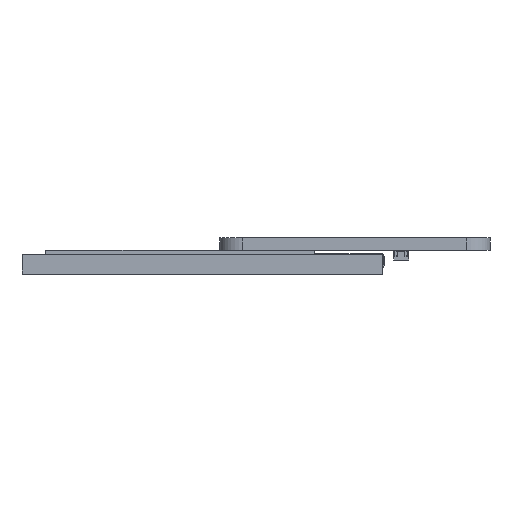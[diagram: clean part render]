
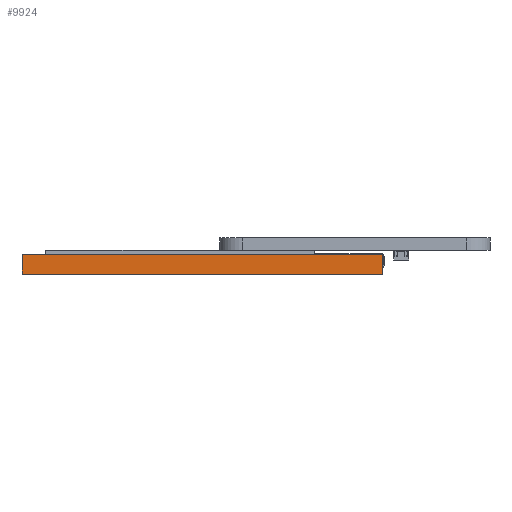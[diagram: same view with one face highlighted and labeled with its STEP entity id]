
A CAD part, left-side view. The second image highlights one B-rep face of the part: STEP entity #9924.
In plain terms, the highlighted free-form (B-spline) face has degree [1, 1] with [2, 2] control points.
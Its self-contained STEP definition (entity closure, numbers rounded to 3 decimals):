
#4129 = B_SPLINE_SURFACE_WITH_KNOTS('',1,1,(
    (#4130,#4131)
    ,(#4132,#4133
    )),.UNSPECIFIED.,.F.,.F.,.F.,(2,2),(2,2),(-17.336,17.336),(
    -23.317,23.317),.PIECEWISE_BEZIER_KNOTS.);
#4130 = CARTESIAN_POINT('',(17.336,-23.317,0.));
#4131 = CARTESIAN_POINT('',(17.336,23.317,0.));
#4132 = CARTESIAN_POINT('',(-17.336,-23.317,0.));
#4133 = CARTESIAN_POINT('',(-17.336,23.317,0.));
#6277 = B_SPLINE_SURFACE_WITH_KNOTS('',1,1,(
    (#6278,#6279)
    ,(#6280,#6281
    )),.UNSPECIFIED.,.F.,.F.,.F.,(2,2),(2,2),(0.,2.54),(-34.671,0.),
  .PIECEWISE_BEZIER_KNOTS.);
#6278 = CARTESIAN_POINT('',(-17.336,-23.317,2.54));
#6279 = CARTESIAN_POINT('',(17.336,-23.317,2.54));
#6280 = CARTESIAN_POINT('',(-17.336,-23.317,0.));
#6281 = CARTESIAN_POINT('',(17.336,-23.317,0.));
#6314 = VERTEX_POINT('',#6315);
#6315 = CARTESIAN_POINT('',(17.336,23.317,0.));
#6327 = B_SPLINE_SURFACE_WITH_KNOTS('',1,1,(
    (#6328,#6329)
    ,(#6330,#6331
    )),.UNSPECIFIED.,.F.,.F.,.F.,(2,2),(2,2),(-2.54,0.),(0.,34.671),
  .PIECEWISE_BEZIER_KNOTS.);
#6328 = CARTESIAN_POINT('',(-17.336,23.317,0.));
#6329 = CARTESIAN_POINT('',(17.336,23.317,0.));
#6330 = CARTESIAN_POINT('',(-17.336,23.317,2.54));
#6331 = CARTESIAN_POINT('',(17.336,23.317,2.54));
#6338 = EDGE_CURVE('',#6314,#6339,#6341,.T.);
#6339 = VERTEX_POINT('',#6340);
#6340 = CARTESIAN_POINT('',(17.336,-23.317,0.));
#6341 = SURFACE_CURVE('',#6342,(#6345,#6351),.PCURVE_S1.);
#6342 = B_SPLINE_CURVE_WITH_KNOTS('',1,(#6343,#6344),.UNSPECIFIED.,.F.,
  .F.,(2,2),(0.,46.634),.PIECEWISE_BEZIER_KNOTS.);
#6343 = CARTESIAN_POINT('',(17.336,23.317,0.));
#6344 = CARTESIAN_POINT('',(17.336,-23.317,0.));
#6345 = PCURVE('',#4129,#6346);
#6346 = DEFINITIONAL_REPRESENTATION('',(#6347),#6350);
#6347 = B_SPLINE_CURVE_WITH_KNOTS('',1,(#6348,#6349),.UNSPECIFIED.,.F.,
  .F.,(2,2),(0.,46.634),.PIECEWISE_BEZIER_KNOTS.);
#6348 = CARTESIAN_POINT('',(-17.336,23.317));
#6349 = CARTESIAN_POINT('',(-17.336,-23.317));
#6350 = ( GEOMETRIC_REPRESENTATION_CONTEXT(2) 
PARAMETRIC_REPRESENTATION_CONTEXT() REPRESENTATION_CONTEXT('2D SPACE',''
  ) );
#6351 = PCURVE('',#6352,#6357);
#6352 = B_SPLINE_SURFACE_WITH_KNOTS('',1,1,(
    (#6353,#6354)
    ,(#6355,#6356
    )),.UNSPECIFIED.,.F.,.F.,.F.,(2,2),(2,2),(0.,2.54),(-46.634,0.),
  .PIECEWISE_BEZIER_KNOTS.);
#6353 = CARTESIAN_POINT('',(17.336,-23.317,2.54));
#6354 = CARTESIAN_POINT('',(17.336,23.317,2.54));
#6355 = CARTESIAN_POINT('',(17.336,-23.317,0.));
#6356 = CARTESIAN_POINT('',(17.336,23.317,0.));
#6357 = DEFINITIONAL_REPRESENTATION('',(#6358),#6361);
#6358 = B_SPLINE_CURVE_WITH_KNOTS('',1,(#6359,#6360),.UNSPECIFIED.,.F.,
  .F.,(2,2),(0.,46.634),.PIECEWISE_BEZIER_KNOTS.);
#6359 = CARTESIAN_POINT('',(2.54,0.));
#6360 = CARTESIAN_POINT('',(2.54,-46.634));
#6361 = ( GEOMETRIC_REPRESENTATION_CONTEXT(2) 
PARAMETRIC_REPRESENTATION_CONTEXT() REPRESENTATION_CONTEXT('2D SPACE',''
  ) );
#8286 = B_SPLINE_SURFACE_WITH_KNOTS('',1,1,(
    (#8287,#8288)
    ,(#8289,#8290
    )),.UNSPECIFIED.,.F.,.F.,.F.,(2,2),(2,2),(-17.336,17.336),(
    -23.317,23.317),.PIECEWISE_BEZIER_KNOTS.);
#8287 = CARTESIAN_POINT('',(17.336,-23.317,2.54));
#8288 = CARTESIAN_POINT('',(17.336,23.317,2.54));
#8289 = CARTESIAN_POINT('',(-17.336,-23.317,2.54));
#8290 = CARTESIAN_POINT('',(-17.336,23.317,2.54));
#9497 = EDGE_CURVE('',#9498,#6339,#9500,.T.);
#9498 = VERTEX_POINT('',#9499);
#9499 = CARTESIAN_POINT('',(17.336,-23.317,2.54));
#9500 = SURFACE_CURVE('',#9501,(#9504,#9510),.PCURVE_S1.);
#9501 = B_SPLINE_CURVE_WITH_KNOTS('',1,(#9502,#9503),.UNSPECIFIED.,.F.,
  .F.,(2,2),(0.,2.54),.PIECEWISE_BEZIER_KNOTS.);
#9502 = CARTESIAN_POINT('',(17.336,-23.317,2.54));
#9503 = CARTESIAN_POINT('',(17.336,-23.317,0.));
#9504 = PCURVE('',#6277,#9505);
#9505 = DEFINITIONAL_REPRESENTATION('',(#9506),#9509);
#9506 = B_SPLINE_CURVE_WITH_KNOTS('',1,(#9507,#9508),.UNSPECIFIED.,.F.,
  .F.,(2,2),(0.,2.54),.PIECEWISE_BEZIER_KNOTS.);
#9507 = CARTESIAN_POINT('',(0.,0.));
#9508 = CARTESIAN_POINT('',(2.54,0.));
#9509 = ( GEOMETRIC_REPRESENTATION_CONTEXT(2) 
PARAMETRIC_REPRESENTATION_CONTEXT() REPRESENTATION_CONTEXT('2D SPACE',''
  ) );
#9510 = PCURVE('',#6352,#9511);
#9511 = DEFINITIONAL_REPRESENTATION('',(#9512),#9515);
#9512 = B_SPLINE_CURVE_WITH_KNOTS('',1,(#9513,#9514),.UNSPECIFIED.,.F.,
  .F.,(2,2),(0.,2.54),.PIECEWISE_BEZIER_KNOTS.);
#9513 = CARTESIAN_POINT('',(0.,-46.634));
#9514 = CARTESIAN_POINT('',(2.54,-46.634));
#9515 = ( GEOMETRIC_REPRESENTATION_CONTEXT(2) 
PARAMETRIC_REPRESENTATION_CONTEXT() REPRESENTATION_CONTEXT('2D SPACE',''
  ) );
#9838 = VERTEX_POINT('',#9839);
#9839 = CARTESIAN_POINT('',(17.336,23.317,2.54));
#9857 = EDGE_CURVE('',#9838,#9498,#9858,.T.);
#9858 = SURFACE_CURVE('',#9859,(#9862,#9868),.PCURVE_S1.);
#9859 = B_SPLINE_CURVE_WITH_KNOTS('',1,(#9860,#9861),.UNSPECIFIED.,.F.,
  .F.,(2,2),(0.,46.634),.PIECEWISE_BEZIER_KNOTS.);
#9860 = CARTESIAN_POINT('',(17.336,23.317,2.54));
#9861 = CARTESIAN_POINT('',(17.336,-23.317,2.54));
#9862 = PCURVE('',#8286,#9863);
#9863 = DEFINITIONAL_REPRESENTATION('',(#9864),#9867);
#9864 = B_SPLINE_CURVE_WITH_KNOTS('',1,(#9865,#9866),.UNSPECIFIED.,.F.,
  .F.,(2,2),(0.,46.634),.PIECEWISE_BEZIER_KNOTS.);
#9865 = CARTESIAN_POINT('',(-17.336,23.317));
#9866 = CARTESIAN_POINT('',(-17.336,-23.317));
#9867 = ( GEOMETRIC_REPRESENTATION_CONTEXT(2) 
PARAMETRIC_REPRESENTATION_CONTEXT() REPRESENTATION_CONTEXT('2D SPACE',''
  ) );
#9868 = PCURVE('',#6352,#9869);
#9869 = DEFINITIONAL_REPRESENTATION('',(#9870),#9873);
#9870 = B_SPLINE_CURVE_WITH_KNOTS('',1,(#9871,#9872),.UNSPECIFIED.,.F.,
  .F.,(2,2),(0.,46.634),.PIECEWISE_BEZIER_KNOTS.);
#9871 = CARTESIAN_POINT('',(0.,0.));
#9872 = CARTESIAN_POINT('',(0.,-46.634));
#9873 = ( GEOMETRIC_REPRESENTATION_CONTEXT(2) 
PARAMETRIC_REPRESENTATION_CONTEXT() REPRESENTATION_CONTEXT('2D SPACE',''
  ) );
#9907 = EDGE_CURVE('',#9838,#6314,#9908,.T.);
#9908 = SURFACE_CURVE('',#9909,(#9912,#9918),.PCURVE_S1.);
#9909 = B_SPLINE_CURVE_WITH_KNOTS('',1,(#9910,#9911),.UNSPECIFIED.,.F.,
  .F.,(2,2),(0.,2.54),.PIECEWISE_BEZIER_KNOTS.);
#9910 = CARTESIAN_POINT('',(17.336,23.317,2.54));
#9911 = CARTESIAN_POINT('',(17.336,23.317,0.));
#9912 = PCURVE('',#6327,#9913);
#9913 = DEFINITIONAL_REPRESENTATION('',(#9914),#9917);
#9914 = B_SPLINE_CURVE_WITH_KNOTS('',1,(#9915,#9916),.UNSPECIFIED.,.F.,
  .F.,(2,2),(0.,2.54),.PIECEWISE_BEZIER_KNOTS.);
#9915 = CARTESIAN_POINT('',(0.,34.671));
#9916 = CARTESIAN_POINT('',(-2.54,34.671));
#9917 = ( GEOMETRIC_REPRESENTATION_CONTEXT(2) 
PARAMETRIC_REPRESENTATION_CONTEXT() REPRESENTATION_CONTEXT('2D SPACE',''
  ) );
#9918 = PCURVE('',#6352,#9919);
#9919 = DEFINITIONAL_REPRESENTATION('',(#9920),#9923);
#9920 = B_SPLINE_CURVE_WITH_KNOTS('',1,(#9921,#9922),.UNSPECIFIED.,.F.,
  .F.,(2,2),(0.,2.54),.PIECEWISE_BEZIER_KNOTS.);
#9921 = CARTESIAN_POINT('',(0.,0.));
#9922 = CARTESIAN_POINT('',(2.54,0.));
#9923 = ( GEOMETRIC_REPRESENTATION_CONTEXT(2) 
PARAMETRIC_REPRESENTATION_CONTEXT() REPRESENTATION_CONTEXT('2D SPACE',''
  ) );
#9924 = ADVANCED_FACE('',(#9925),#6352,.T.);
#9925 = FACE_BOUND('',#9926,.T.);
#9926 = EDGE_LOOP('',(#9927,#9928,#9929,#9930));
#9927 = ORIENTED_EDGE('',*,*,#6338,.F.);
#9928 = ORIENTED_EDGE('',*,*,#9907,.F.);
#9929 = ORIENTED_EDGE('',*,*,#9857,.T.);
#9930 = ORIENTED_EDGE('',*,*,#9497,.T.);
